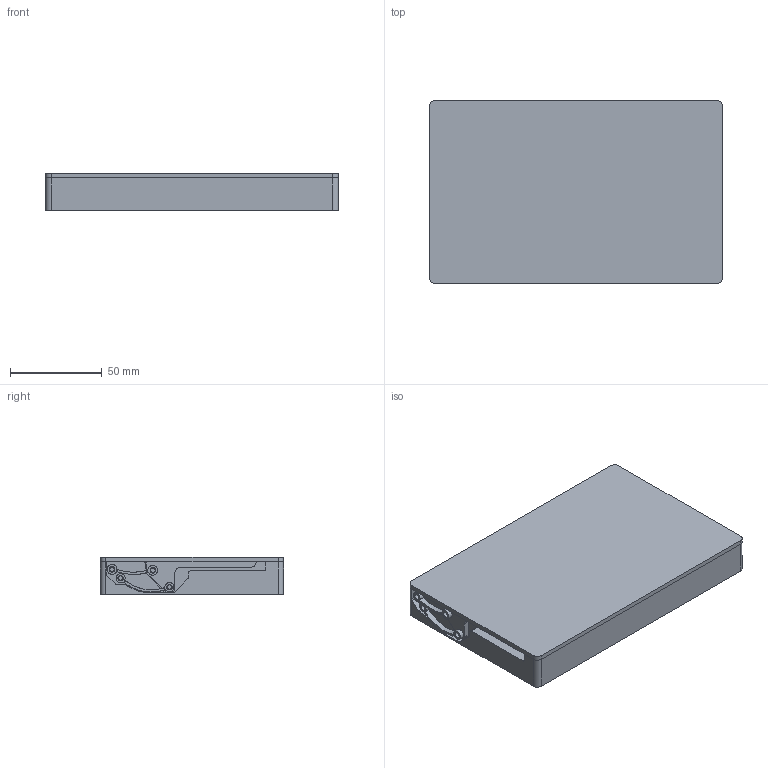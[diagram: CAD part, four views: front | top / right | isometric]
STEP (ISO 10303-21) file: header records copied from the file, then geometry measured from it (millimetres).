
FILE_DESCRIPTION(/* description */ (''),/* implementation_level */ '2;1');
FILE_NAME(/* name */ 'Grossly Over Complex Pin Drill Box.step',/* time_stamp */ '2025-12-21T21:45:51-06:00',/* author */ (''),/* organization */ (''),/* preprocessor_version */ 'ST-DEVELOPER v20.1',/* originating_system */ 'Autodesk Translation Framework v14.21.0.0',/* authorisation */ '');
FILE_SCHEMA (('AUTOMOTIVE_DESIGN { 1 0 10303 214 3 1 1 }'));
Length unit declared in the file: millimetre
Products named in the file (10): (Unsaved); Lid; Base; Hinge Upper Linkage; Component9; Component8; Hinge Plate; Component8(Mirror); Hinge Plate(Mirror); Component9(Mirror)
Assembly tree (9 placements, depth 4):
  (Unsaved)
    Lid
    Base
    Hinge Upper Linkage
      Component9
      Component8
        Hinge Plate
      Component8(Mirror)
        Hinge Plate(Mirror)
      Component9(Mirror)
Bounding box: 160 x 100 x 20.5 mm (x, y, z)
Volume: 186711.4 mm3; surface area: 87028.9 mm2
Topology: 8 solids, 8 shells, 409 faces, 1107 edges, 718 vertices
Faces by surface type: cylinder 242, plane 128, cone 21, bspline 18
Full cylindrical faces by diameter (mm): 2.529 x30, 3 x8, 3.086 x14, 5 x1, 5.4 x1
Entity records: 22749 total; most frequent: CARTESIAN_POINT 12715, ORIENTED_EDGE 2206, DIRECTION 1810, EDGE_CURVE 1103, VERTEX_POINT 718, AXIS2_PLACEMENT_3D 657, LINE 496, VECTOR 496
